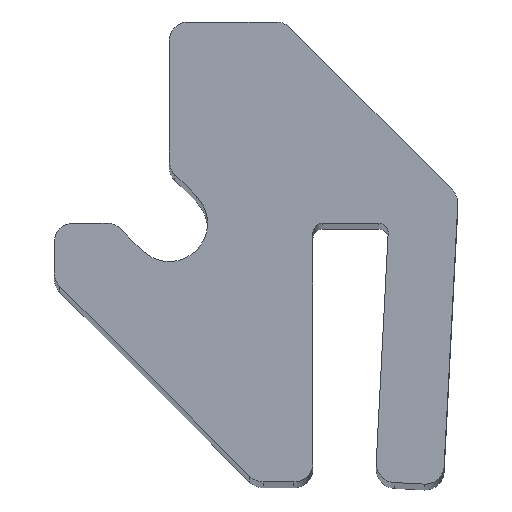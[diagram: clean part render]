
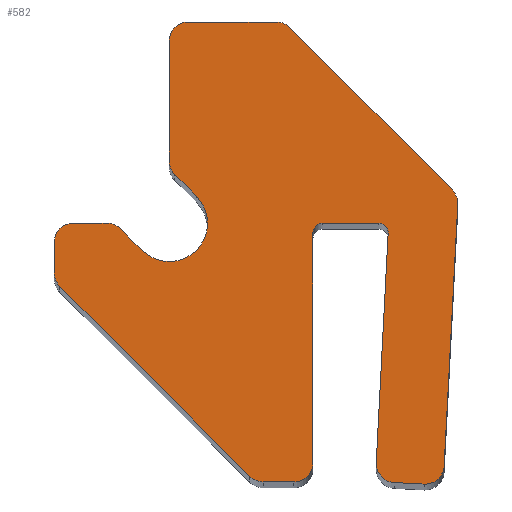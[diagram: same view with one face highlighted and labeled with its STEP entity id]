
A CAD part, top view. The second image highlights one B-rep face of the part: STEP entity #582.
In plain terms, the highlighted planar face has unit normal (0, 0, 1).
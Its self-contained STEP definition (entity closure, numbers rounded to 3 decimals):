
#30=PLANE('',#663);
#60=FACE_OUTER_BOUND('',#90,.T.);
#90=EDGE_LOOP('',(#511,#512,#513,#514,#515,#516,#517,#518,#519,#520,#521,
#522,#523,#524,#525,#526,#527,#528,#529,#530,#531,#532,#533,#534,#535,#536,
#537,#538));
#95=LINE('',#853,#151);
#98=LINE('',#865,#154);
#105=LINE('',#883,#161);
#119=LINE('',#934,#175);
#125=LINE('',#949,#181);
#128=LINE('',#957,#184);
#131=LINE('',#965,#187);
#134=LINE('',#974,#190);
#138=LINE('',#988,#194);
#140=LINE('',#993,#196);
#141=LINE('',#996,#197);
#144=LINE('',#1003,#200);
#145=LINE('',#1005,#201);
#146=LINE('',#1007,#202);
#151=VECTOR('',#678,10.);
#154=VECTOR('',#689,10.);
#161=VECTOR('',#704,10.);
#175=VECTOR('',#748,10.);
#181=VECTOR('',#764,10.);
#184=VECTOR('',#773,10.);
#187=VECTOR('',#782,10.);
#190=VECTOR('',#791,10.);
#194=VECTOR('',#809,10.);
#196=VECTOR('',#817,10.);
#197=VECTOR('',#820,10.);
#200=VECTOR('',#829,10.);
#201=VECTOR('',#832,10.);
#202=VECTOR('',#835,10.);
#204=CIRCLE('',#608,0.635);
#205=CIRCLE('',#611,0.635);
#207=CIRCLE('',#615,1.27);
#220=CIRCLE('',#631,1.27);
#221=CIRCLE('',#634,1.27);
#222=CIRCLE('',#636,1.27);
#223=CIRCLE('',#639,1.27);
#224=CIRCLE('',#642,1.27);
#225=CIRCLE('',#645,1.27);
#226=CIRCLE('',#648,1.27);
#227=CIRCLE('',#650,1.27);
#228=CIRCLE('',#652,1.27);
#229=CIRCLE('',#655,1.27);
#230=CIRCLE('',#659,2.54);
#233=VERTEX_POINT('',#843);
#234=VERTEX_POINT('',#845);
#236=VERTEX_POINT('',#851);
#237=VERTEX_POINT('',#855);
#238=VERTEX_POINT('',#856);
#241=VERTEX_POINT('',#864);
#243=VERTEX_POINT('',#870);
#244=VERTEX_POINT('',#871);
#248=VERTEX_POINT('',#881);
#268=VERTEX_POINT('',#927);
#269=VERTEX_POINT('',#928);
#270=VERTEX_POINT('',#933);
#271=VERTEX_POINT('',#937);
#272=VERTEX_POINT('',#941);
#273=VERTEX_POINT('',#942);
#274=VERTEX_POINT('',#947);
#275=VERTEX_POINT('',#951);
#276=VERTEX_POINT('',#955);
#277=VERTEX_POINT('',#959);
#278=VERTEX_POINT('',#963);
#279=VERTEX_POINT('',#967);
#280=VERTEX_POINT('',#968);
#281=VERTEX_POINT('',#973);
#282=VERTEX_POINT('',#981);
#283=VERTEX_POINT('',#982);
#284=VERTEX_POINT('',#987);
#285=VERTEX_POINT('',#995);
#286=VERTEX_POINT('',#999);
#289=EDGE_CURVE('',#233,#234,#204,.T.);
#293=EDGE_CURVE('',#233,#236,#95,.T.);
#294=EDGE_CURVE('',#237,#238,#205,.T.);
#298=EDGE_CURVE('',#241,#238,#98,.T.);
#301=EDGE_CURVE('',#243,#244,#207,.T.);
#307=EDGE_CURVE('',#243,#248,#105,.T.);
#330=EDGE_CURVE('',#268,#269,#220,.T.);
#333=EDGE_CURVE('',#270,#269,#119,.T.);
#335=EDGE_CURVE('',#270,#271,#221,.T.);
#337=EDGE_CURVE('',#272,#273,#222,.T.);
#341=EDGE_CURVE('',#272,#274,#125,.T.);
#342=EDGE_CURVE('',#275,#274,#223,.T.);
#345=EDGE_CURVE('',#275,#276,#128,.T.);
#346=EDGE_CURVE('',#277,#248,#224,.T.);
#349=EDGE_CURVE('',#277,#278,#131,.T.);
#350=EDGE_CURVE('',#279,#280,#225,.T.);
#353=EDGE_CURVE('',#281,#280,#134,.T.);
#355=EDGE_CURVE('',#281,#236,#226,.T.);
#356=EDGE_CURVE('',#241,#278,#227,.T.);
#357=EDGE_CURVE('',#282,#283,#228,.T.);
#360=EDGE_CURVE('',#284,#283,#138,.T.);
#362=EDGE_CURVE('',#284,#276,#229,.T.);
#363=EDGE_CURVE('',#268,#244,#140,.T.);
#364=EDGE_CURVE('',#285,#271,#141,.T.);
#366=EDGE_CURVE('',#286,#285,#230,.T.);
#368=EDGE_CURVE('',#282,#286,#144,.T.);
#369=EDGE_CURVE('',#279,#273,#145,.T.);
#370=EDGE_CURVE('',#237,#234,#146,.T.);
#511=ORIENTED_EDGE('',*,*,#301,.F.);
#512=ORIENTED_EDGE('',*,*,#307,.T.);
#513=ORIENTED_EDGE('',*,*,#346,.F.);
#514=ORIENTED_EDGE('',*,*,#349,.T.);
#515=ORIENTED_EDGE('',*,*,#356,.F.);
#516=ORIENTED_EDGE('',*,*,#298,.T.);
#517=ORIENTED_EDGE('',*,*,#294,.F.);
#518=ORIENTED_EDGE('',*,*,#370,.T.);
#519=ORIENTED_EDGE('',*,*,#289,.F.);
#520=ORIENTED_EDGE('',*,*,#293,.T.);
#521=ORIENTED_EDGE('',*,*,#355,.F.);
#522=ORIENTED_EDGE('',*,*,#353,.T.);
#523=ORIENTED_EDGE('',*,*,#350,.F.);
#524=ORIENTED_EDGE('',*,*,#369,.T.);
#525=ORIENTED_EDGE('',*,*,#337,.F.);
#526=ORIENTED_EDGE('',*,*,#341,.T.);
#527=ORIENTED_EDGE('',*,*,#342,.F.);
#528=ORIENTED_EDGE('',*,*,#345,.T.);
#529=ORIENTED_EDGE('',*,*,#362,.F.);
#530=ORIENTED_EDGE('',*,*,#360,.T.);
#531=ORIENTED_EDGE('',*,*,#357,.F.);
#532=ORIENTED_EDGE('',*,*,#368,.T.);
#533=ORIENTED_EDGE('',*,*,#366,.T.);
#534=ORIENTED_EDGE('',*,*,#364,.T.);
#535=ORIENTED_EDGE('',*,*,#335,.F.);
#536=ORIENTED_EDGE('',*,*,#333,.T.);
#537=ORIENTED_EDGE('',*,*,#330,.F.);
#538=ORIENTED_EDGE('',*,*,#363,.T.);
#582=ADVANCED_FACE('',(#60),#30,.T.);
#608=AXIS2_PLACEMENT_3D('',#846,#671,#672);
#611=AXIS2_PLACEMENT_3D('',#857,#681,#682);
#615=AXIS2_PLACEMENT_3D('',#872,#694,#695);
#631=AXIS2_PLACEMENT_3D('',#929,#742,#743);
#634=AXIS2_PLACEMENT_3D('',#938,#752,#753);
#636=AXIS2_PLACEMENT_3D('',#943,#757,#758);
#639=AXIS2_PLACEMENT_3D('',#952,#767,#768);
#642=AXIS2_PLACEMENT_3D('',#960,#776,#777);
#645=AXIS2_PLACEMENT_3D('',#969,#785,#786);
#648=AXIS2_PLACEMENT_3D('',#977,#795,#796);
#650=AXIS2_PLACEMENT_3D('',#979,#799,#800);
#652=AXIS2_PLACEMENT_3D('',#983,#803,#804);
#655=AXIS2_PLACEMENT_3D('',#991,#813,#814);
#659=AXIS2_PLACEMENT_3D('',#1000,#824,#825);
#663=AXIS2_PLACEMENT_3D('',#1008,#836,#837);
#671=DIRECTION('center_axis',(0.,0.,1.));
#672=DIRECTION('ref_axis',(0.725,0.689,0.));
#678=DIRECTION('',(-0.052,-0.999,0.));
#681=DIRECTION('center_axis',(0.,0.,1.));
#682=DIRECTION('ref_axis',(-0.707,0.707,0.));
#689=DIRECTION('',(0.,1.,0.));
#694=DIRECTION('center_axis',(0.,0.,-1.));
#695=DIRECTION('ref_axis',(-0.924,-0.383,0.));
#704=DIRECTION('',(0.707,-0.707,0.));
#742=DIRECTION('center_axis',(0.,0.,-1.));
#743=DIRECTION('ref_axis',(-0.707,0.707,0.));
#748=DIRECTION('',(-1.,0.,0.));
#752=DIRECTION('center_axis',(0.,0.,-1.));
#753=DIRECTION('ref_axis',(0.383,0.924,0.));
#757=DIRECTION('center_axis',(0.,0.,-1.));
#758=DIRECTION('ref_axis',(0.933,0.359,0.));
#764=DIRECTION('',(-0.707,0.707,0.));
#767=DIRECTION('center_axis',(0.,0.,-1.));
#768=DIRECTION('ref_axis',(0.383,0.924,0.));
#773=DIRECTION('',(-1.,0.,0.));
#776=DIRECTION('center_axis',(0.,0.,-1.));
#777=DIRECTION('ref_axis',(-0.383,-0.924,0.));
#782=DIRECTION('',(1.,0.,0.));
#785=DIRECTION('center_axis',(0.,0.,-1.));
#786=DIRECTION('ref_axis',(0.669,-0.743,0.));
#791=DIRECTION('',(0.999,-0.052,0.));
#795=DIRECTION('center_axis',(0.,0.,-1.));
#796=DIRECTION('ref_axis',(-0.743,-0.669,0.));
#799=DIRECTION('center_axis',(0.,0.,-1.));
#800=DIRECTION('ref_axis',(0.707,-0.707,0.));
#803=DIRECTION('center_axis',(0.,0.,-1.));
#804=DIRECTION('ref_axis',(-0.924,-0.383,0.));
#809=DIRECTION('',(0.,-1.,0.));
#813=DIRECTION('center_axis',(0.,0.,-1.));
#814=DIRECTION('ref_axis',(-0.707,0.707,0.));
#817=DIRECTION('',(0.,-1.,0.));
#820=DIRECTION('',(-0.707,0.707,0.));
#824=DIRECTION('center_axis',(0.,0.,-1.));
#825=DIRECTION('ref_axis',(0.707,0.707,0.));
#829=DIRECTION('',(0.707,-0.707,0.));
#832=DIRECTION('',(0.052,0.999,0.));
#835=DIRECTION('',(1.,0.,0.));
#836=DIRECTION('center_axis',(0.,0.,1.));
#837=DIRECTION('ref_axis',(1.,0.,0.));
#843=CARTESIAN_POINT('',(4.982,-0.668,112.141));
#845=CARTESIAN_POINT('',(4.348,0.,112.141));
#846=CARTESIAN_POINT('Origin',(4.348,-0.635,112.141));
#851=CARTESIAN_POINT('',(4.193,-15.854,112.141));
#853=CARTESIAN_POINT('',(5.017,0.,112.141));
#855=CARTESIAN_POINT('',(0.635,0.,112.141));
#856=CARTESIAN_POINT('',(0.,-0.635,112.141));
#857=CARTESIAN_POINT('Origin',(0.635,-0.635,112.141));
#864=CARTESIAN_POINT('',(0.,-15.875,112.141));
#865=CARTESIAN_POINT('',(0.,-17.145,112.141));
#870=CARTESIAN_POINT('',(-16.773,-4.182,112.141));
#871=CARTESIAN_POINT('',(-17.145,-3.284,112.141));
#872=CARTESIAN_POINT('Origin',(-15.875,-3.284,112.141));
#881=CARTESIAN_POINT('',(-4.182,-16.773,112.141));
#883=CARTESIAN_POINT('',(-17.145,-3.81,112.141));
#927=CARTESIAN_POINT('',(-17.145,-1.27,112.141));
#928=CARTESIAN_POINT('',(-15.875,0.,112.141));
#929=CARTESIAN_POINT('Origin',(-15.875,-1.27,112.141));
#933=CARTESIAN_POINT('',(-13.643,0.,112.141));
#934=CARTESIAN_POINT('',(-13.117,0.,112.141));
#937=CARTESIAN_POINT('',(-12.745,-0.372,112.141));
#938=CARTESIAN_POINT('Origin',(-13.643,-1.27,112.141));
#941=CARTESIAN_POINT('',(9.225,2.205,112.141));
#942=CARTESIAN_POINT('',(9.596,1.241,112.141));
#943=CARTESIAN_POINT('Origin',(8.327,1.307,112.141));
#947=CARTESIAN_POINT('',(-1.533,12.963,112.141));
#949=CARTESIAN_POINT('',(9.625,1.805,112.141));
#951=CARTESIAN_POINT('',(-2.431,13.335,112.141));
#952=CARTESIAN_POINT('Origin',(-2.431,12.065,112.141));
#955=CARTESIAN_POINT('',(-8.255,13.335,112.141));
#957=CARTESIAN_POINT('',(-1.905,13.335,112.141));
#959=CARTESIAN_POINT('',(-3.284,-17.145,112.141));
#960=CARTESIAN_POINT('Origin',(-3.284,-15.875,112.141));
#963=CARTESIAN_POINT('',(-1.27,-17.145,112.141));
#965=CARTESIAN_POINT('',(-3.81,-17.145,112.141));
#967=CARTESIAN_POINT('',(8.696,-16.087,112.141));
#968=CARTESIAN_POINT('',(7.362,-17.29,112.141));
#969=CARTESIAN_POINT('Origin',(7.427,-16.022,112.141));
#973=CARTESIAN_POINT('',(5.396,-17.188,112.141));
#974=CARTESIAN_POINT('',(4.128,-17.122,112.141));
#977=CARTESIAN_POINT('Origin',(5.462,-15.919,112.141));
#979=CARTESIAN_POINT('Origin',(-1.27,-15.875,112.141));
#981=CARTESIAN_POINT('',(-9.153,3.22,112.141));
#982=CARTESIAN_POINT('',(-9.525,4.118,112.141));
#983=CARTESIAN_POINT('Origin',(-8.255,4.118,112.141));
#987=CARTESIAN_POINT('',(-9.525,12.065,112.141));
#988=CARTESIAN_POINT('',(-9.525,13.335,112.141));
#991=CARTESIAN_POINT('Origin',(-8.255,12.065,112.141));
#993=CARTESIAN_POINT('',(-17.145,0.,112.141));
#995=CARTESIAN_POINT('',(-11.321,-1.796,112.141));
#996=CARTESIAN_POINT('',(-11.321,-1.796,112.141));
#999=CARTESIAN_POINT('',(-7.729,1.796,112.141));
#1000=CARTESIAN_POINT('Origin',(-9.525,0.,112.141));
#1003=CARTESIAN_POINT('',(-9.525,3.592,112.141));
#1005=CARTESIAN_POINT('',(8.63,-17.356,112.141));
#1007=CARTESIAN_POINT('',(0.,0.,112.141));
#1008=CARTESIAN_POINT('Origin',(-1.539,-3.513,112.141));
